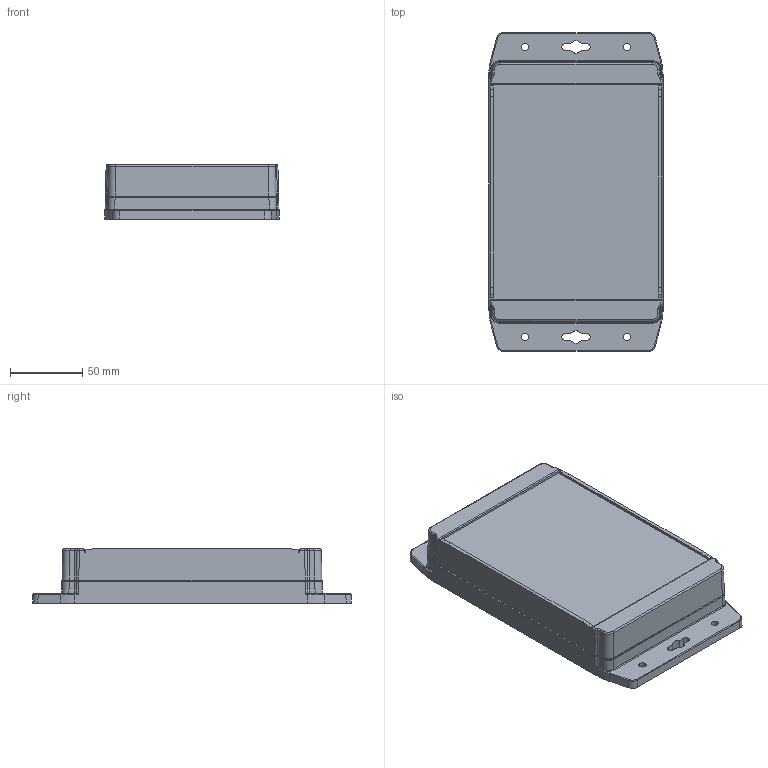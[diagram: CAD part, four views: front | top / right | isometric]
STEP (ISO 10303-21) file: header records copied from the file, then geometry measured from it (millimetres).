
FILE_DESCRIPTION (( 'STEP AP203' ), '1' );
FILE_NAME ('1555H2F17GY.step', '2020-11-13T21:05:45', ( 'ADC123' ), ( 'Microsoft' ), 'SwSTEP 2.0', 'SolidWorks 2019', '' );
FILE_SCHEMA (( 'CONFIG_CONTROL_DESIGN' ));
Length unit declared in the file: inch
Products named in the file (1): 1555H2F17GY
Bounding box: 120.79 x 220.79 x 37.7 mm (x, y, z)
Volume: 250656.7 mm3; surface area: 189656.4 mm2
Topology: 11 solids, 11 shells, 1328 faces, 3262 edges, 2012 vertices
Faces by surface type: plane 578, cylinder 297, bspline 267, cone 182, torus 4
Full cylindrical faces by diameter (mm): 3.251 x4, 3.43 x4, 3.5 x4, 3.572 x6, 3.88 x4, 5.334 x4, 5.537 x8, 6.35 x8, 7.5 x4, 9 x4
Entity records: 45020 total; most frequent: CARTESIAN_POINT 16071, ORIENTED_EDGE 6136, DIRECTION 5452, EDGE_CURVE 3068, VERTEX_POINT 1983, AXIS2_PLACEMENT_3D 1935, EDGE_LOOP 1589, VECTOR 1582
